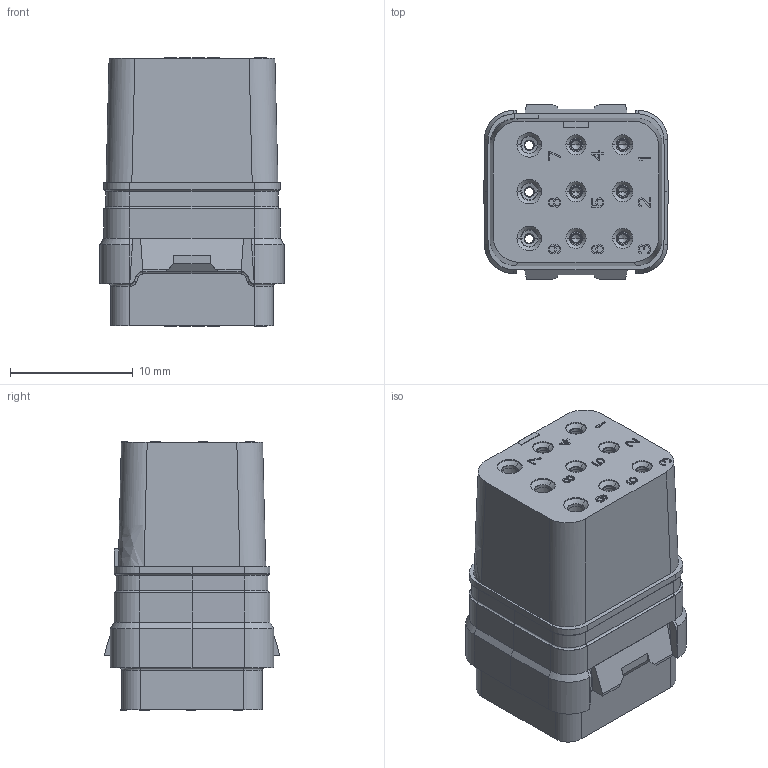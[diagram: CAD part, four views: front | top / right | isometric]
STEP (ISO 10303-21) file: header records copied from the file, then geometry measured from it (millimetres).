
FILE_DESCRIPTION((''),'2;1');
FILE_NAME('SIMM0936SNC','2020-02-04T',('presta_be4'),(''),'CREO PARAMETRIC BY PTC INC, 2018360','CREO PARAMETRIC BY PTC INC, 2018360','');
FILE_SCHEMA(('CONFIG_CONTROL_DESIGN'));
Length unit declared in the file: millimetre
Products named in the file (1): SIMM0936SNC
Bounding box: 15 x 14.2 x 21.85 mm (x, y, z)
Volume: 2962.1 mm3; surface area: 3410.5 mm2
Topology: 7 solids, 7 shells, 1771 faces, 4349 edges, 2666 vertices
Faces by surface type: plane 895, cylinder 374, torus 242, cone 202, bspline 58
Entity records: 53894 total; most frequent: CARTESIAN_POINT 11455, DIRECTION 9085, ORIENTED_EDGE 8650, EDGE_CURVE 4325, AXIS2_PLACEMENT_3D 3089, VECTOR 2907, LINE 2907, VERTEX_POINT 2666
